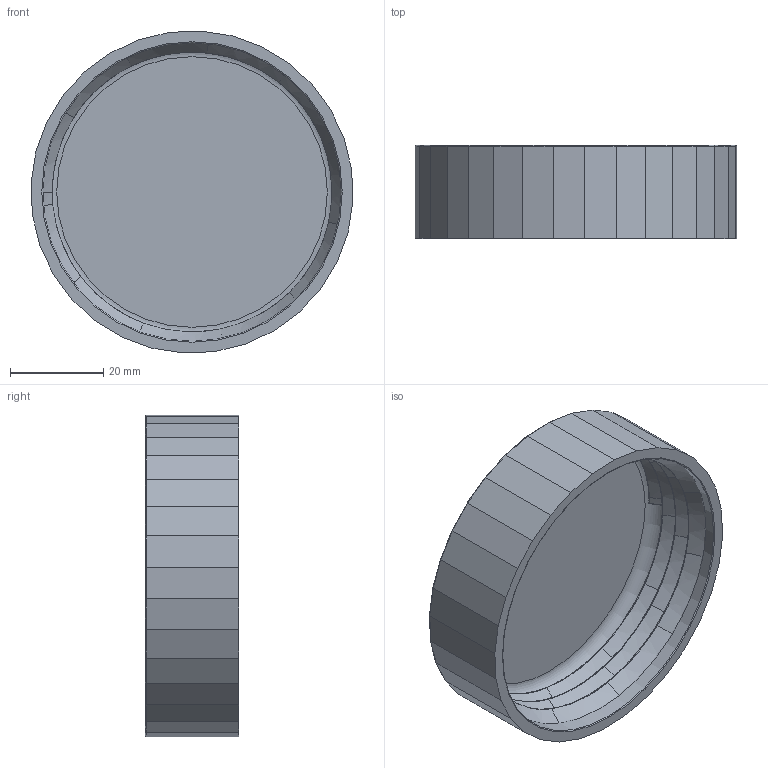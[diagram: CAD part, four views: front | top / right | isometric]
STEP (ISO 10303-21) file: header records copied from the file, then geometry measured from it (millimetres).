
FILE_DESCRIPTION(/* description */ (''),/* implementation_level */ '2;1');
FILE_NAME(/* name */ 'bouchon_arrosage_paramtr v3.step',/* time_stamp */ '2025-05-29T18:05:44+02:00',/* author */ (''),/* organization */ (''),/* preprocessor_version */ 'ST-DEVELOPER v20.1',/* originating_system */ 'Autodesk Translation Framework v14.4.0.0',/* authorisation */ '');
FILE_SCHEMA (('AUTOMOTIVE_DESIGN { 1 0 10303 214 3 1 1 }'));
Length unit declared in the file: millimetre
Products named in the file (1): bouchon_arrosage_paramétré
Bounding box: 69.23 x 20 x 69.23 mm (x, y, z)
Volume: 19764.4 mm3; surface area: 21706 mm2
Topology: 2 solids, 2 shells, 160 faces, 391 edges, 236 vertices
Faces by surface type: bspline 83, cylinder 37, plane 37, torus 2, sphere 1
Full cylindrical faces by diameter (mm): 64.2 x1, 64.3 x3
Entity records: 6428 total; most frequent: CARTESIAN_POINT 3194, ORIENTED_EDGE 782, DIRECTION 456, EDGE_CURVE 391, VERTEX_POINT 236, B_SPLINE_CURVE_WITH_KNOTS 173, EDGE_LOOP 161, FACE_OUTER_BOUND 160
